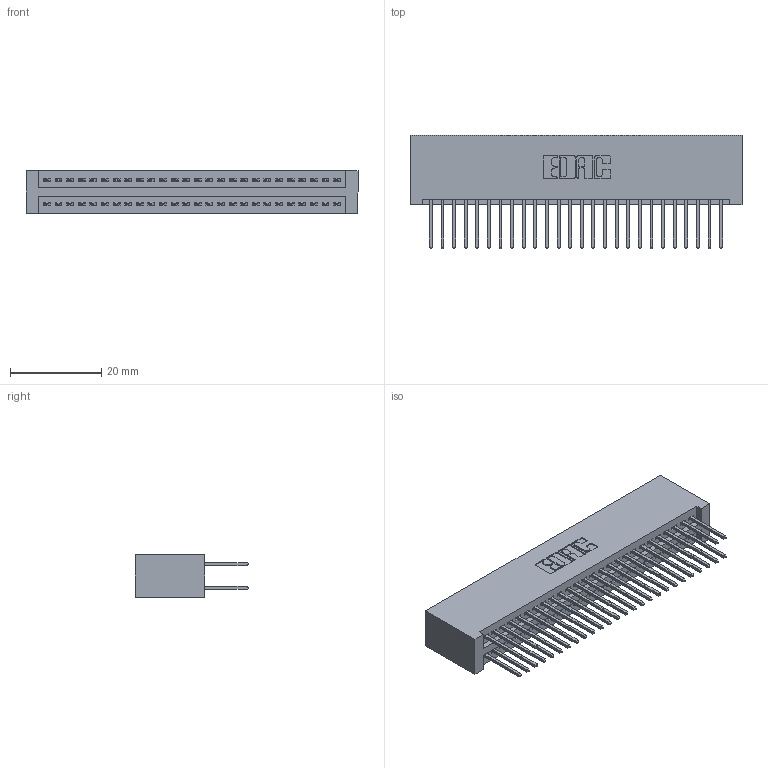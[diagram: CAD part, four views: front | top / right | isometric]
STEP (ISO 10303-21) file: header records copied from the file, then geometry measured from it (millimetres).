
FILE_DESCRIPTION (( 'STEP AP203' ), '1' );
FILE_NAME ('345-052-523-201.STEP', '2019-10-29T14:13:58', ( '' ), ( '' ), 'SwSTEP 2.0', 'SolidWorks 2016', '' );
FILE_SCHEMA (( 'CONFIG_CONTROL_DESIGN' ));
Length unit declared in the file: inch
Products named in the file (3): 345-292-001_345-293-123; 345 Part_No Mounting Lugs; 345-052-523-201
Assembly tree (53 placements, depth 2):
  345-052-523-201
    345 Part_No Mounting Lugs
    345-292-001_345-293-123  x52
Bounding box: 72.64 x 24.82 x 9.4 mm (x, y, z)
Volume: 7630.7 mm3; surface area: 11750.9 mm2
Topology: 53 solids, 53 shells, 2718 faces, 8065 edges, 5306 vertices
Faces by surface type: plane 1792, cylinder 926
Entity records: 22295 total; most frequent: CARTESIAN_POINT 3752, ORIENTED_EDGE 3686, DIRECTION 3323, EDGE_CURVE 1843, VECTOR 1615, LINE 1615, VERTEX_POINT 1226, AXIS2_PLACEMENT_3D 854
